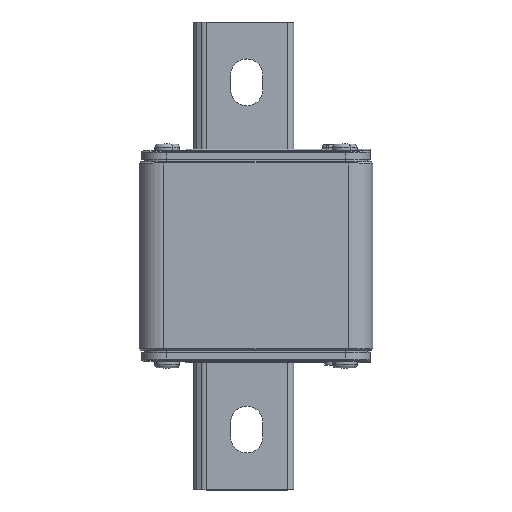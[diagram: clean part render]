
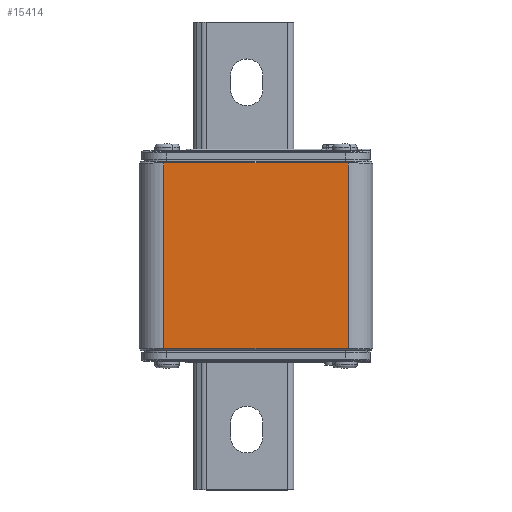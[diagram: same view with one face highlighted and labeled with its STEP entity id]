
A CAD part, top view. The second image highlights one B-rep face of the part: STEP entity #15414.
In plain terms, the highlighted planar face has unit normal (0, 0, 1).
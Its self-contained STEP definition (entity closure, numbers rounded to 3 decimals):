
#1356 = CARTESIAN_POINT ( 'NONE',  ( -29.5, 29.75, 35. ) ) ;
#1789 = PLANE ( 'NONE',  #13693 ) ;
#2345 = CARTESIAN_POINT ( 'NONE',  ( 29.5, 29.75, 35. ) ) ;
#2675 = VERTEX_POINT ( 'NONE', #7106 ) ;
#3189 = VERTEX_POINT ( 'NONE', #10272 ) ;
#4182 = LINE ( 'NONE', #1356, #20493 ) ;
#4227 = VERTEX_POINT ( 'NONE', #4719 ) ;
#4484 = EDGE_LOOP ( 'NONE', ( #18025, #10247, #13550, #12227 ) ) ;
#4719 = CARTESIAN_POINT ( 'NONE',  ( 29.5, -29.75, 35. ) ) ;
#5107 = DIRECTION ( 'NONE',  ( -1., 0., 0. ) ) ;
#7106 = CARTESIAN_POINT ( 'NONE',  ( -29.5, 29.75, 35. ) ) ;
#7352 = CARTESIAN_POINT ( 'NONE',  ( -37.5, -29.75, 35. ) ) ;
#7951 = VECTOR ( 'NONE', #16986, 1000. ) ;
#9895 = VECTOR ( 'NONE', #16700, 1000. ) ;
#10247 = ORIENTED_EDGE ( 'NONE', *, *, #16408, .T. ) ;
#10272 = CARTESIAN_POINT ( 'NONE',  ( -29.5, -29.75, 35. ) ) ;
#11568 = EDGE_CURVE ( 'NONE', #4227, #12711, #18393, .T. ) ;
#12094 = LINE ( 'NONE', #15422, #7951 ) ;
#12227 = ORIENTED_EDGE ( 'NONE', *, *, #19683, .T. ) ;
#12711 = VERTEX_POINT ( 'NONE', #2345 ) ;
#12803 = DIRECTION ( 'NONE',  ( 0., 1., 0. ) ) ;
#13029 = CARTESIAN_POINT ( 'NONE',  ( -37.5, 30.25, 35. ) ) ;
#13550 = ORIENTED_EDGE ( 'NONE', *, *, #11568, .T. ) ;
#13560 = LINE ( 'NONE', #7352, #9895 ) ;
#13693 = AXIS2_PLACEMENT_3D ( 'NONE', #13029, #14601, #5107 ) ;
#14601 = DIRECTION ( 'NONE',  ( 0., 0., -1. ) ) ;
#15414 = ADVANCED_FACE ( 'NONE', ( #17737 ), #1789, .F. ) ;
#15422 = CARTESIAN_POINT ( 'NONE',  ( -29.5, 30.25, 35. ) ) ;
#15747 = DIRECTION ( 'NONE',  ( -1., 0., 0. ) ) ;
#15862 = CARTESIAN_POINT ( 'NONE',  ( 29.5, 30.25, 35. ) ) ;
#16010 = EDGE_CURVE ( 'NONE', #2675, #3189, #12094, .T. ) ;
#16408 = EDGE_CURVE ( 'NONE', #3189, #4227, #13560, .T. ) ;
#16700 = DIRECTION ( 'NONE',  ( 1., 0., 0. ) ) ;
#16986 = DIRECTION ( 'NONE',  ( 0., -1., 0. ) ) ;
#17413 = VECTOR ( 'NONE', #12803, 1000. ) ;
#17737 = FACE_OUTER_BOUND ( 'NONE', #4484, .T. ) ;
#18025 = ORIENTED_EDGE ( 'NONE', *, *, #16010, .T. ) ;
#18393 = LINE ( 'NONE', #15862, #17413 ) ;
#19683 = EDGE_CURVE ( 'NONE', #12711, #2675, #4182, .T. ) ;
#20493 = VECTOR ( 'NONE', #15747, 1000. ) ;
